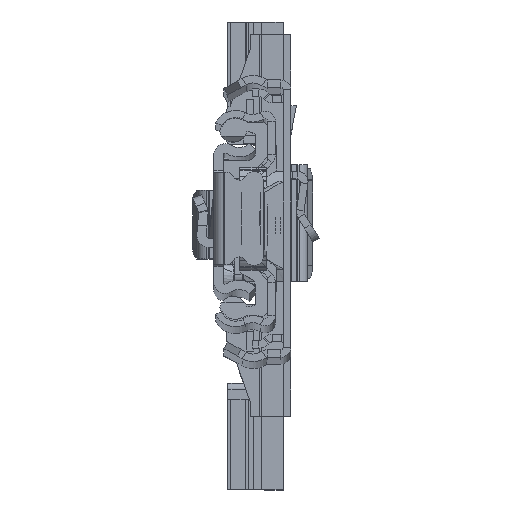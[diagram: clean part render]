
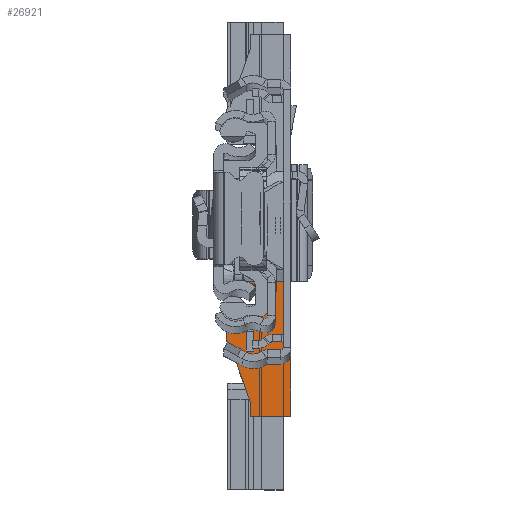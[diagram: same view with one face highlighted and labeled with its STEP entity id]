
A CAD part, top view. The second image highlights one B-rep face of the part: STEP entity #26921.
In plain terms, the highlighted face is planar.
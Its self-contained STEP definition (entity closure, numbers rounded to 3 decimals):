
#83 = EDGE_CURVE ( 'NONE', #19399, #18756, #20081, .T. ) ;
#248 = EDGE_CURVE ( 'NONE', #11946, #26225, #6300, .T. ) ;
#408 = CARTESIAN_POINT ( 'NONE',  ( 10.38, 3.353, -67. ) ) ;
#1208 = VECTOR ( 'NONE', #9261, 1000. ) ;
#1417 = EDGE_CURVE ( 'NONE', #31298, #11665, #3111, .T. ) ;
#2356 = AXIS2_PLACEMENT_3D ( 'NONE', #21871, #16681, #7929 ) ;
#2397 = CARTESIAN_POINT ( 'NONE',  ( 9.012, 5.732, -67. ) ) ;
#2459 = ORIENTED_EDGE ( 'NONE', *, *, #32784, .F. ) ;
#2536 = VECTOR ( 'NONE', #34323, 1000. ) ;
#2773 = LINE ( 'NONE', #23049, #9588 ) ;
#2834 = CARTESIAN_POINT ( 'NONE',  ( 10.701, 3.2, -67. ) ) ;
#3111 =( BOUNDED_CURVE ( )  B_SPLINE_CURVE ( 3, ( #17759, #20716, #18120, #9556 ),
 .UNSPECIFIED., .F., .F. ) 
 B_SPLINE_CURVE_WITH_KNOTS ( ( 4, 4 ),
 ( 4.712, 6.283 ),
 .UNSPECIFIED. ) 
 CURVE ( )  GEOMETRIC_REPRESENTATION_ITEM ( )  RATIONAL_B_SPLINE_CURVE ( ( 1., 0.805, 0.805, 1. ) ) 
 REPRESENTATION_ITEM ( '' )  );
#3506 = CARTESIAN_POINT ( 'NONE',  ( -28.5, 0., -67. ) ) ;
#3930 = CARTESIAN_POINT ( 'NONE',  ( 19., 0., -67. ) ) ;
#4238 = CARTESIAN_POINT ( 'NONE',  ( 10.318, 3.419, -67. ) ) ;
#4636 = VERTEX_POINT ( 'NONE', #2397 ) ;
#5239 = VERTEX_POINT ( 'NONE', #16648 ) ;
#5415 = CARTESIAN_POINT ( 'NONE',  ( 0., -1.2, -67. ) ) ;
#6300 = LINE ( 'NONE', #3506, #12956 ) ;
#6443 = EDGE_CURVE ( 'NONE', #16559, #7609, #16656, .T. ) ;
#6672 = LINE ( 'NONE', #18023, #18184 ) ;
#6723 = CARTESIAN_POINT ( 'NONE',  ( 12., 3.2, -67. ) ) ;
#7056 = DIRECTION ( 'NONE',  ( -1., 0., 0. ) ) ;
#7609 = VERTEX_POINT ( 'NONE', #26119 ) ;
#7635 = CARTESIAN_POINT ( 'NONE',  ( 19., 9., -67. ) ) ;
#7929 = DIRECTION ( 'NONE',  ( 1., 0., 0. ) ) ;
#7955 = AXIS2_PLACEMENT_3D ( 'NONE', #14876, #17121, #20608 ) ;
#8986 = AXIS2_PLACEMENT_3D ( 'NONE', #32947, #18813, #30161 ) ;
#9029 = CARTESIAN_POINT ( 'NONE',  ( 19., 8.5, -67. ) ) ;
#9261 = DIRECTION ( 'NONE',  ( 0., -1., 0. ) ) ;
#9307 = CARTESIAN_POINT ( 'NONE',  ( 13., 8.5, -67. ) ) ;
#9556 = CARTESIAN_POINT ( 'NONE',  ( 12., 3.2, -67. ) ) ;
#9588 = VECTOR ( 'NONE', #14501, 1000. ) ;
#10081 = EDGE_CURVE ( 'NONE', #7609, #17720, #12357, .T. ) ;
#11665 = VERTEX_POINT ( 'NONE', #6723 ) ;
#11946 = VERTEX_POINT ( 'NONE', #28822 ) ;
#12357 = LINE ( 'NONE', #29458, #35448 ) ;
#12407 = EDGE_LOOP ( 'NONE', ( #15171, #26602, #34941, #25198, #17398, #34568, #32144, #31252, #30803, #29139, #28403, #36782, #31918, #17868, #2459 ) ) ;
#12437 = DIRECTION ( 'NONE',  ( 1., 0., 0. ) ) ;
#12956 = VECTOR ( 'NONE', #12437, 1000. ) ;
#14153 = DIRECTION ( 'NONE',  ( 0., 0., 1. ) ) ;
#14207 = CARTESIAN_POINT ( 'NONE',  ( 10.792, 3.2, -67. ) ) ;
#14422 = VECTOR ( 'NONE', #7056, 1000. ) ;
#14501 = DIRECTION ( 'NONE',  ( 1., 0., 0. ) ) ;
#14876 = CARTESIAN_POINT ( 'NONE',  ( 14.498, 7.304, -67. ) ) ;
#15171 = ORIENTED_EDGE ( 'NONE', *, *, #248, .F. ) ;
#15535 = CARTESIAN_POINT ( 'NONE',  ( 30.5, 5.2, -67. ) ) ;
#15765 = EDGE_CURVE ( 'NONE', #25699, #19399, #21355, .T. ) ;
#16380 = CARTESIAN_POINT ( 'NONE',  ( 10.792, 3.2, -67. ) ) ;
#16559 = VERTEX_POINT ( 'NONE', #15535 ) ;
#16595 = CARTESIAN_POINT ( 'NONE',  ( 13., 4.318, -67. ) ) ;
#16648 = CARTESIAN_POINT ( 'NONE',  ( 30.5, -1.2, -67. ) ) ;
#16656 = LINE ( 'NONE', #36546, #28900 ) ;
#16681 = DIRECTION ( 'NONE',  ( 0., 0., 1. ) ) ;
#17121 = DIRECTION ( 'NONE',  ( 0., 0., -1. ) ) ;
#17236 = CARTESIAN_POINT ( 'NONE',  ( 13., 9., -67. ) ) ;
#17398 = ORIENTED_EDGE ( 'NONE', *, *, #29451, .T. ) ;
#17720 = VERTEX_POINT ( 'NONE', #9029 ) ;
#17759 = CARTESIAN_POINT ( 'NONE',  ( 13., 4.318, -67. ) ) ;
#17814 = CARTESIAN_POINT ( 'NONE',  ( 30.5, 0., -67. ) ) ;
#17868 = ORIENTED_EDGE ( 'NONE', *, *, #35713, .F. ) ;
#18023 = CARTESIAN_POINT ( 'NONE',  ( 9.012, -17.65, -67. ) ) ;
#18120 = CARTESIAN_POINT ( 'NONE',  ( 12.586, 3.2, -67. ) ) ;
#18184 = VECTOR ( 'NONE', #29371, 1000. ) ;
#18756 = VERTEX_POINT ( 'NONE', #9307 ) ;
#18813 = DIRECTION ( 'NONE',  ( 0., 0., 1. ) ) ;
#19239 = CARTESIAN_POINT ( 'NONE',  ( 18.5, 9., -67. ) ) ;
#19399 = VERTEX_POINT ( 'NONE', #30429 ) ;
#20081 = CIRCLE ( 'NONE', #21241, 0.5 ) ;
#20143 = EDGE_CURVE ( 'NONE', #29751, #4636, #22204, .T. ) ;
#20608 = DIRECTION ( 'NONE',  ( -1., 0., 0. ) ) ;
#20716 = CARTESIAN_POINT ( 'NONE',  ( 13., 3.663, -67. ) ) ;
#21229 = B_SPLINE_CURVE_WITH_KNOTS ( 'NONE', 3,
 ( #25891, #408, #26079, #28320, #2834, #14207 ),
 .UNSPECIFIED., .F., .F.,
 ( 4, 2, 4 ),
 ( 0., 0., 0.001 ),
 .UNSPECIFIED. ) ;
#21241 = AXIS2_PLACEMENT_3D ( 'NONE', #31043, #14153, #25288 ) ;
#21355 = LINE ( 'NONE', #21530, #14422 ) ;
#21530 = CARTESIAN_POINT ( 'NONE',  ( -28.5, 9., -67. ) ) ;
#21871 = CARTESIAN_POINT ( 'NONE',  ( -28.5, 9., -67. ) ) ;
#22204 = CIRCLE ( 'NONE', #7955, 5.707 ) ;
#23049 = CARTESIAN_POINT ( 'NONE',  ( 13., 3.2, -67. ) ) ;
#24360 = DIRECTION ( 'NONE',  ( 0., -1., 0. ) ) ;
#24752 = DIRECTION ( 'NONE',  ( 1., 0., 0. ) ) ;
#25026 = CIRCLE ( 'NONE', #8986, 0.5 ) ;
#25125 = LINE ( 'NONE', #5415, #33023 ) ;
#25154 = VECTOR ( 'NONE', #24360, 1000. ) ;
#25198 = ORIENTED_EDGE ( 'NONE', *, *, #26202, .T. ) ;
#25288 = DIRECTION ( 'NONE',  ( 1., 0., 0. ) ) ;
#25699 = VERTEX_POINT ( 'NONE', #19239 ) ;
#25755 = DIRECTION ( 'NONE',  ( -1., 0., 0. ) ) ;
#25891 = CARTESIAN_POINT ( 'NONE',  ( 10.318, 3.419, -67. ) ) ;
#26079 = CARTESIAN_POINT ( 'NONE',  ( 10.451, 3.299, -67. ) ) ;
#26119 = CARTESIAN_POINT ( 'NONE',  ( 28.5, 5.2, -67. ) ) ;
#26202 = EDGE_CURVE ( 'NONE', #29751, #26430, #21229, .T. ) ;
#26225 = VERTEX_POINT ( 'NONE', #3930 ) ;
#26430 = VERTEX_POINT ( 'NONE', #16380 ) ;
#26602 = ORIENTED_EDGE ( 'NONE', *, *, #36023, .T. ) ;
#26921 = ADVANCED_FACE ( 'NONE', ( #33391 ), #36012, .F. ) ;
#27809 = EDGE_CURVE ( 'NONE', #16559, #5239, #34723, .T. ) ;
#28320 = CARTESIAN_POINT ( 'NONE',  ( 10.614, 3.222, -67. ) ) ;
#28403 = ORIENTED_EDGE ( 'NONE', *, *, #10081, .F. ) ;
#28822 = CARTESIAN_POINT ( 'NONE',  ( 9.012, 0., -67. ) ) ;
#28900 = VECTOR ( 'NONE', #25755, 1000. ) ;
#29001 = EDGE_CURVE ( 'NONE', #17720, #25699, #25026, .T. ) ;
#29139 = ORIENTED_EDGE ( 'NONE', *, *, #29001, .F. ) ;
#29218 = VERTEX_POINT ( 'NONE', #31986 ) ;
#29371 = DIRECTION ( 'NONE',  ( 0., 1., 0. ) ) ;
#29451 = EDGE_CURVE ( 'NONE', #26430, #11665, #2773, .T. ) ;
#29458 = CARTESIAN_POINT ( 'NONE',  ( 28.5, 5.2, -67. ) ) ;
#29751 = VERTEX_POINT ( 'NONE', #4238 ) ;
#29812 = DIRECTION ( 'NONE',  ( -0.945, 0.328, 0. ) ) ;
#30161 = DIRECTION ( 'NONE',  ( 1., 0., 0. ) ) ;
#30429 = CARTESIAN_POINT ( 'NONE',  ( 13.5, 9., -67. ) ) ;
#30508 = EDGE_CURVE ( 'NONE', #18756, #31298, #34141, .T. ) ;
#30803 = ORIENTED_EDGE ( 'NONE', *, *, #15765, .F. ) ;
#31043 = CARTESIAN_POINT ( 'NONE',  ( 13.5, 8.5, -67. ) ) ;
#31252 = ORIENTED_EDGE ( 'NONE', *, *, #83, .F. ) ;
#31298 = VERTEX_POINT ( 'NONE', #16595 ) ;
#31918 = ORIENTED_EDGE ( 'NONE', *, *, #27809, .T. ) ;
#31986 = CARTESIAN_POINT ( 'NONE',  ( 19., -1.2, -67. ) ) ;
#32144 = ORIENTED_EDGE ( 'NONE', *, *, #30508, .F. ) ;
#32784 = EDGE_CURVE ( 'NONE', #26225, #29218, #35526, .T. ) ;
#32947 = CARTESIAN_POINT ( 'NONE',  ( 18.5, 8.5, -67. ) ) ;
#33023 = VECTOR ( 'NONE', #24752, 1000. ) ;
#33391 = FACE_OUTER_BOUND ( 'NONE', #12407, .T. ) ;
#34141 = LINE ( 'NONE', #17236, #2536 ) ;
#34323 = DIRECTION ( 'NONE',  ( 0., -1., 0. ) ) ;
#34568 = ORIENTED_EDGE ( 'NONE', *, *, #1417, .F. ) ;
#34723 = LINE ( 'NONE', #17814, #1208 ) ;
#34941 = ORIENTED_EDGE ( 'NONE', *, *, #20143, .F. ) ;
#35448 = VECTOR ( 'NONE', #29812, 1000. ) ;
#35526 = LINE ( 'NONE', #7635, #25154 ) ;
#35713 = EDGE_CURVE ( 'NONE', #29218, #5239, #25125, .T. ) ;
#36012 = PLANE ( 'NONE',  #2356 ) ;
#36023 = EDGE_CURVE ( 'NONE', #11946, #4636, #6672, .T. ) ;
#36546 = CARTESIAN_POINT ( 'NONE',  ( 30.5, 5.2, -67. ) ) ;
#36782 = ORIENTED_EDGE ( 'NONE', *, *, #6443, .F. ) ;
